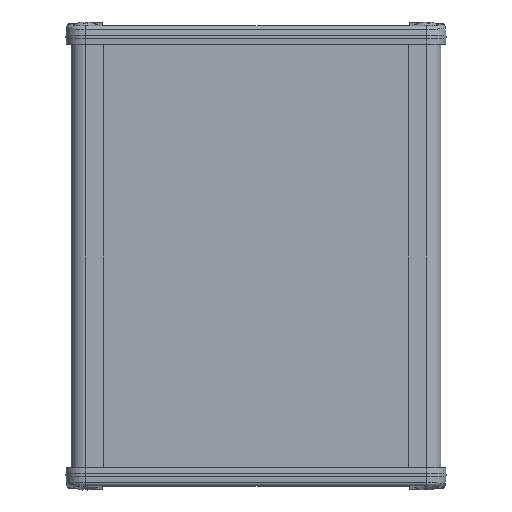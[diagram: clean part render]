
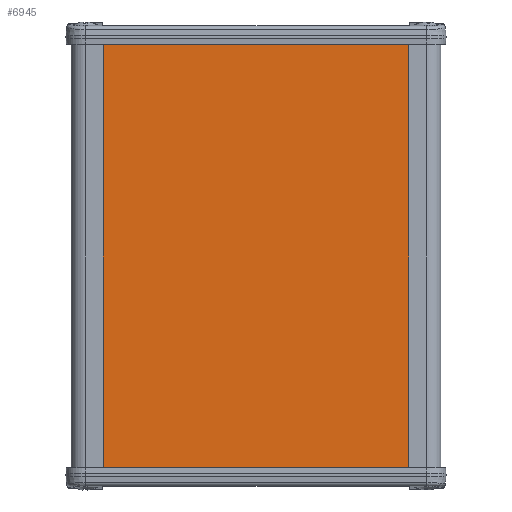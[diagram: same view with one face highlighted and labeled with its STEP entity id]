
A CAD part, front view. The second image highlights one B-rep face of the part: STEP entity #6945.
In plain terms, the highlighted planar face has unit normal (0, -1, 0).
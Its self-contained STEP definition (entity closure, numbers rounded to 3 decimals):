
#498=PLANE('',#7514);
#711=FACE_OUTER_BOUND('',#1059,.T.);
#1059=EDGE_LOOP('',(#4979,#4980,#4981,#4982));
#1397=LINE('',#10100,#1923);
#1548=LINE('',#10566,#2074);
#1549=LINE('',#10568,#2075);
#1550=LINE('',#10569,#2076);
#1923=VECTOR('',#8195,10.);
#2074=VECTOR('',#8664,10.);
#2075=VECTOR('',#8667,10.);
#2076=VECTOR('',#8668,10.);
#2766=VERTEX_POINT('',#10097);
#2767=VERTEX_POINT('',#10099);
#2922=VERTEX_POINT('',#10562);
#2923=VERTEX_POINT('',#10564);
#3554=EDGE_CURVE('',#2767,#2766,#1397,.T.);
#3787=EDGE_CURVE('',#2923,#2922,#1548,.T.);
#3788=EDGE_CURVE('',#2922,#2766,#1549,.T.);
#3789=EDGE_CURVE('',#2923,#2767,#1550,.T.);
#4979=ORIENTED_EDGE('',*,*,#3788,.F.);
#4980=ORIENTED_EDGE('',*,*,#3787,.F.);
#4981=ORIENTED_EDGE('',*,*,#3789,.T.);
#4982=ORIENTED_EDGE('',*,*,#3554,.T.);
#6945=ADVANCED_FACE('',(#711),#498,.F.);
#7514=AXIS2_PLACEMENT_3D('',#10567,#8665,#8666);
#8195=DIRECTION('',(0.,0.,1.));
#8664=DIRECTION('',(0.,0.,1.));
#8665=DIRECTION('center_axis',(0.,1.,0.));
#8666=DIRECTION('ref_axis',(0.,0.,1.));
#8667=DIRECTION('',(1.,0.,0.));
#8668=DIRECTION('',(1.,0.,0.));
#10097=CARTESIAN_POINT('',(43.,-15.25,60.));
#10099=CARTESIAN_POINT('',(43.,-15.25,-60.));
#10100=CARTESIAN_POINT('',(43.,-15.25,0.));
#10562=CARTESIAN_POINT('',(-43.,-15.25,60.));
#10564=CARTESIAN_POINT('',(-43.,-15.25,-60.));
#10566=CARTESIAN_POINT('',(-43.,-15.25,0.));
#10567=CARTESIAN_POINT('Origin',(-43.,-15.25,0.));
#10568=CARTESIAN_POINT('',(0.,-15.25,60.));
#10569=CARTESIAN_POINT('',(0.,-15.25,-60.));
